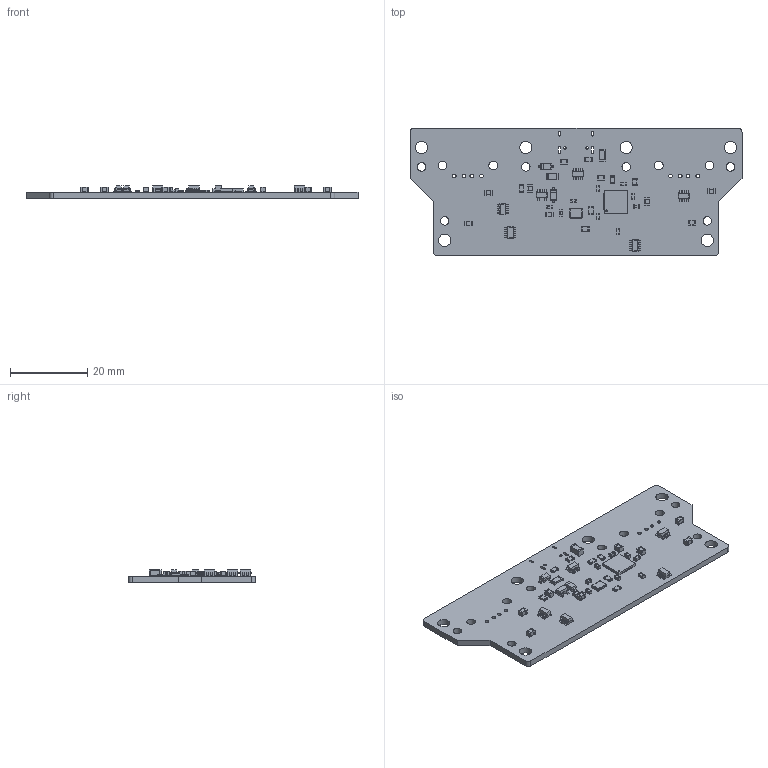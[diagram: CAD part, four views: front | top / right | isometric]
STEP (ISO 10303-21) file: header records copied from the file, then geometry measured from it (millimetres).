
FILE_DESCRIPTION(('KiCad electronic assembly'),'2;1');
FILE_NAME('USB-hub-daughterboard.step','2021-02-27T23:18:06',('Pcbnew'), ('Kicad'),'Open CASCADE STEP processor 6.9','KiCad to STEP converter', 'Unknown');
FILE_SCHEMA(('AUTOMOTIVE_DESIGN { 1 0 10303 214 1 1 1 1 }'));
Length unit declared in the file: millimetre
Products named in the file (22): Open CASCADE STEP translator 6.9 1; D_SOD-123; SOLID; C_0805_2012Metric; SOT-23-6; C_0603_1608Metric; L_1206_3216Metric; R_0805_2012Metric; QFN-36-1EP_6x6mm_P0.5mm_EP3.7x3.7mm; Crystal_SMD_3225-4Pin_3.2x2.5mm_HandSoldering; Fuse_1206_3216Metric; SOT-23-5; COMPOUND
Assembly tree (47 placements, depth 3):
  Open CASCADE STEP translator 6.9 1
    D_SOD-123  x2
      SOLID
    C_0805_2012Metric  x8
      SOLID
    SOT-23-6  x5
      SOLID
    C_0603_1608Metric  x9
      SOLID
    L_1206_3216Metric
      SOLID
    R_0805_2012Metric  x7
      SOLID
    QFN-36-1EP_6x6mm_P0.5mm_EP3.7x3.7mm
      SOLID
    Crystal_SMD_3225-4Pin_3.2x2.5mm_HandSoldering
      SOLID
    Fuse_1206_3216Metric
      SOLID
    SOT-23-5
      SOLID
    COMPOUND
Bounding box: 86 x 33 x 3.25 mm (x, y, z)
Volume: 4187.7 mm3; surface area: 6299.5 mm2
Topology: 37 solids, 37 shells, 1889 faces, 4931 edges, 3158 vertices
Faces by surface type: bspline 1833, cylinder 38, plane 18
Full cylindrical faces by diameter (mm): 0.65 x2, 0.95 x8, 2.2 x6, 2.3 x4, 3.2 x6
Entity records: 51071 total; most frequent: CARTESIAN_POINT 18768, B_SPLINE_CURVE_WITH_KNOTS 4947, ORIENTED_EDGE 4030, PCURVE 4030, DEFINITIONAL_REPRESENTATION 4030, EDGE_CURVE 2015, SURFACE_CURVE 1988, VERTEX_POINT 1298
